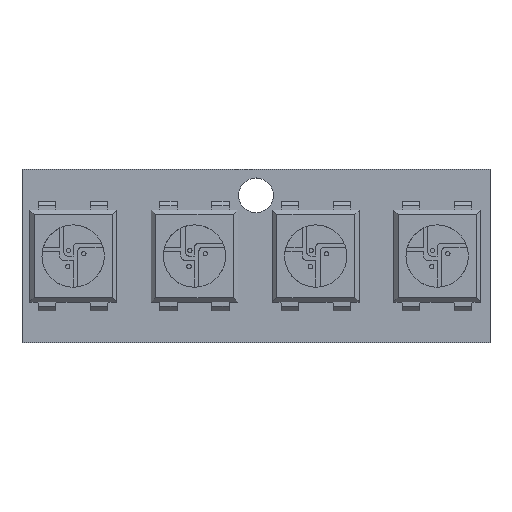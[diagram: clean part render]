
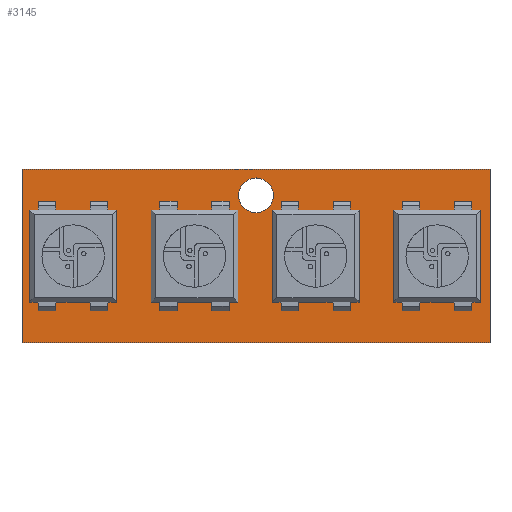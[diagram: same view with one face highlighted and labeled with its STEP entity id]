
A CAD part, top view. The second image highlights one B-rep face of the part: STEP entity #3145.
In plain terms, the highlighted planar face has unit normal (0, 0, 1).
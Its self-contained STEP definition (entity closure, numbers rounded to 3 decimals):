
#3033=CARTESIAN_POINT('',(27.,0.,0.5));
#3034=VERTEX_POINT('',#3033);
#3041=CARTESIAN_POINT('',(0.,0.,0.5));
#3042=VERTEX_POINT('',#3041);
#3043=CARTESIAN_POINT('',(0.,0.,0.5));
#3044=DIRECTION('',(1.,0.,-0.));
#3045=VECTOR('',#3044,27.);
#3046=LINE('',#3043,#3045);
#3047=EDGE_CURVE('',#3042,#3034,#3046,.T.);
#3064=CARTESIAN_POINT('',(27.,10.,0.5));
#3065=VERTEX_POINT('',#3064);
#3072=CARTESIAN_POINT('',(27.,0.,0.5));
#3073=DIRECTION('',(0.,1.,0.));
#3074=VECTOR('',#3073,10.);
#3075=LINE('',#3072,#3074);
#3076=EDGE_CURVE('',#3034,#3065,#3075,.T.);
#3088=CARTESIAN_POINT('',(0.,10.,0.5));
#3089=VERTEX_POINT('',#3088);
#3096=CARTESIAN_POINT('',(27.,10.,0.5));
#3097=DIRECTION('',(-1.,0.,0.));
#3098=VECTOR('',#3097,27.);
#3099=LINE('',#3096,#3098);
#3100=EDGE_CURVE('',#3065,#3089,#3099,.T.);
#3113=CARTESIAN_POINT('',(0.,10.,0.5));
#3114=DIRECTION('',(0.,-1.,0.));
#3115=VECTOR('',#3114,10.);
#3116=LINE('',#3113,#3115);
#3117=EDGE_CURVE('',#3089,#3042,#3116,.T.);
#3123=CARTESIAN_POINT('',(0.,0.,0.5));
#3124=DIRECTION('',(0.,0.,1.));
#3125=DIRECTION('',(1.,0.,0.));
#3126=AXIS2_PLACEMENT_3D('',#3123,#3124,#3125);
#3127=PLANE('',#3126);
#3128=CARTESIAN_POINT('',(14.5,8.5,0.5));
#3129=VERTEX_POINT('',#3128);
#3130=CARTESIAN_POINT('',(13.5,8.5,0.5));
#3131=DIRECTION('',(0.,0.,1.));
#3132=DIRECTION('',(1.,0.,-0.));
#3133=AXIS2_PLACEMENT_3D('',#3130,#3131,#3132);
#3134=CIRCLE('',#3133,1.);
#3135=EDGE_CURVE('',#3129,#3129,#3134,.T.);
#3136=ORIENTED_EDGE('',*,*,#3135,.F.);
#3137=EDGE_LOOP('',(#3136));
#3138=FACE_BOUND('',#3137,.T.);
#3139=ORIENTED_EDGE('',*,*,#3047,.T.);
#3140=ORIENTED_EDGE('',*,*,#3076,.T.);
#3141=ORIENTED_EDGE('',*,*,#3100,.T.);
#3142=ORIENTED_EDGE('',*,*,#3117,.T.);
#3143=EDGE_LOOP('',(#3139,#3140,#3141,#3142));
#3144=FACE_BOUND('',#3143,.T.);
#3145=ADVANCED_FACE('',(#3138,#3144),#3127,.T.);
